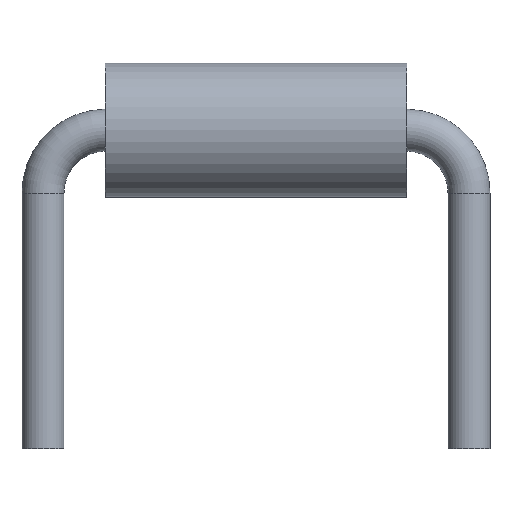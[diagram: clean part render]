
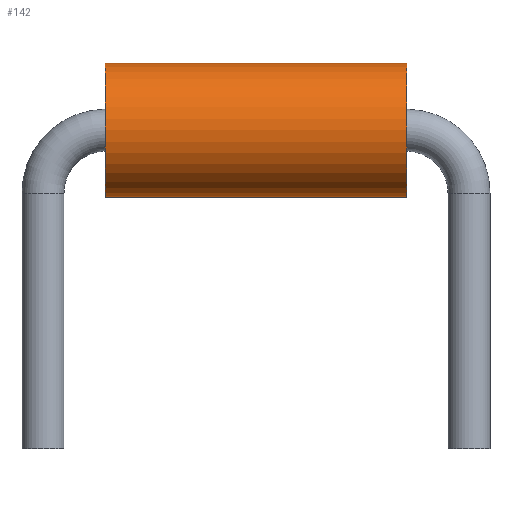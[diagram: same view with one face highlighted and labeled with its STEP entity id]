
A CAD part, front view. The second image highlights one B-rep face of the part: STEP entity #142.
In plain terms, the highlighted cylindrical face has radius 0.8 mm (diameter 1.6 mm), a full revolution.
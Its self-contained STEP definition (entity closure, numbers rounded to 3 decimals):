
#21 = EDGE_CURVE('',#22,#22,#24,.T.);
#22 = VERTEX_POINT('',#23);
#23 = CARTESIAN_POINT('',(0.74,0.8,0.8));
#24 = CIRCLE('',#25,0.8);
#25 = AXIS2_PLACEMENT_3D('',#26,#27,#28);
#26 = CARTESIAN_POINT('',(0.74,0.,0.8));
#27 = DIRECTION('',(-1.,0.,0.));
#28 = DIRECTION('',(0.,1.,0.));
#142 = ADVANCED_FACE('',(#143),#162,.T.);
#143 = FACE_BOUND('',#144,.T.);
#144 = EDGE_LOOP('',(#145,#146,#154,#161));
#145 = ORIENTED_EDGE('',*,*,#21,.F.);
#146 = ORIENTED_EDGE('',*,*,#147,.T.);
#147 = EDGE_CURVE('',#22,#148,#150,.T.);
#148 = VERTEX_POINT('',#149);
#149 = CARTESIAN_POINT('',(4.34,0.8,0.8));
#150 = LINE('',#151,#152);
#151 = CARTESIAN_POINT('',(0.74,0.8,0.8));
#152 = VECTOR('',#153,1.);
#153 = DIRECTION('',(1.,0.,0.));
#154 = ORIENTED_EDGE('',*,*,#155,.T.);
#155 = EDGE_CURVE('',#148,#148,#156,.T.);
#156 = CIRCLE('',#157,0.8);
#157 = AXIS2_PLACEMENT_3D('',#158,#159,#160);
#158 = CARTESIAN_POINT('',(4.34,0.,0.8));
#159 = DIRECTION('',(-1.,0.,0.));
#160 = DIRECTION('',(0.,1.,0.));
#161 = ORIENTED_EDGE('',*,*,#147,.F.);
#162 = CYLINDRICAL_SURFACE('',#163,0.8);
#163 = AXIS2_PLACEMENT_3D('',#164,#165,#166);
#164 = CARTESIAN_POINT('',(0.74,0.,0.8));
#165 = DIRECTION('',(-1.,-0.,-0.));
#166 = DIRECTION('',(0.,1.,0.));
